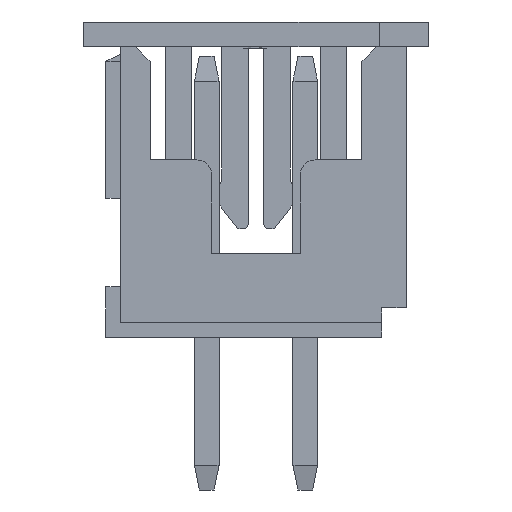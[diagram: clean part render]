
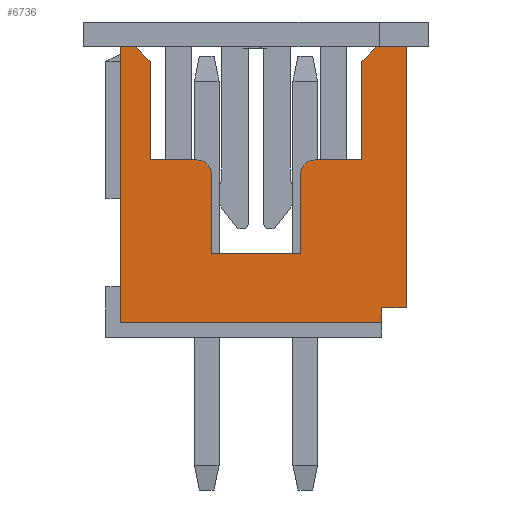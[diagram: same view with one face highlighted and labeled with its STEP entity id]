
A CAD part, left-side view. The second image highlights one B-rep face of the part: STEP entity #6736.
In plain terms, the highlighted planar face has unit normal (-1, 0, 0).
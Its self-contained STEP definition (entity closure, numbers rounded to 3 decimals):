
#5865=CARTESIAN_POINT('',(-11.,2.75,-1.4));
#5866=VERTEX_POINT('',#5865);
#5873=CARTESIAN_POINT('',(-11.,2.75,4.2));
#5874=VERTEX_POINT('',#5873);
#5875=CARTESIAN_POINT('',(-11.,2.75,-1.4));
#5876=DIRECTION('',(0.,0.,1.));
#5877=VECTOR('',#5876,5.6);
#5878=LINE('',#5875,#5877);
#5879=EDGE_CURVE('',#5866,#5874,#5878,.T.);
#6470=CARTESIAN_POINT('',(-11.,2.15,3.9));
#6471=VERTEX_POINT('',#6470);
#6472=CARTESIAN_POINT('',(-11.,2.15,1.9));
#6473=VERTEX_POINT('',#6472);
#6474=CARTESIAN_POINT('',(-11.,2.15,3.9));
#6475=DIRECTION('',(0.,0.,-1.));
#6476=VECTOR('',#6475,2.);
#6477=LINE('',#6474,#6476);
#6478=EDGE_CURVE('',#6471,#6473,#6477,.T.);
#6584=CARTESIAN_POINT('',(-11.,0.9,0.));
#6585=VERTEX_POINT('',#6584);
#6593=CARTESIAN_POINT('',(-11.,0.9,1.6));
#6594=VERTEX_POINT('',#6593);
#6601=CARTESIAN_POINT('',(-11.,0.9,1.6));
#6602=DIRECTION('',(0.,0.,-1.));
#6603=VECTOR('',#6602,1.6);
#6604=LINE('',#6601,#6603);
#6605=EDGE_CURVE('',#6594,#6585,#6604,.T.);
#6610=CARTESIAN_POINT('',(-11.,-0.15,1.4));
#6611=DIRECTION('',(0.,-1.,0.));
#6612=DIRECTION('',(-1.,0.,0.));
#6613=AXIS2_PLACEMENT_3D('',#6610,#6612,#6611);
#6614=PLANE('',#6613);
#6615=CARTESIAN_POINT('',(-11.,-2.15,1.9));
#6616=VERTEX_POINT('',#6615);
#6617=CARTESIAN_POINT('',(-11.,-1.2,1.9));
#6618=VERTEX_POINT('',#6617);
#6619=CARTESIAN_POINT('',(-11.,-2.15,1.9));
#6620=DIRECTION('',(0.,1.,0.));
#6621=VECTOR('',#6620,0.95);
#6622=LINE('',#6619,#6621);
#6623=EDGE_CURVE('',#6616,#6618,#6622,.T.);
#6624=ORIENTED_EDGE('',*,*,#6623,.T.);
#6625=CARTESIAN_POINT('',(-11.,-0.9,1.6));
#6626=VERTEX_POINT('',#6625);
#6627=CARTESIAN_POINT('',(-11.,-1.2,1.6));
#6628=DIRECTION('',(0.,0.,1.));
#6629=DIRECTION('',(-1.,0.,-0.));
#6630=AXIS2_PLACEMENT_3D('',#6627,#6629,#6628);
#6631=CIRCLE('',#6630,0.3);
#6632=EDGE_CURVE('',#6618,#6626,#6631,.T.);
#6633=ORIENTED_EDGE('',*,*,#6632,.T.);
#6634=CARTESIAN_POINT('',(-11.,-0.9,0.));
#6635=VERTEX_POINT('',#6634);
#6636=CARTESIAN_POINT('',(-11.,-0.9,1.6));
#6637=DIRECTION('',(0.,0.,-1.));
#6638=VECTOR('',#6637,1.6);
#6639=LINE('',#6636,#6638);
#6640=EDGE_CURVE('',#6626,#6635,#6639,.T.);
#6641=ORIENTED_EDGE('',*,*,#6640,.T.);
#6642=CARTESIAN_POINT('',(-11.,0.9,0.));
#6643=DIRECTION('',(0.,-1.,0.));
#6644=VECTOR('',#6643,1.8);
#6645=LINE('',#6642,#6644);
#6646=EDGE_CURVE('',#6585,#6635,#6645,.T.);
#6647=ORIENTED_EDGE('',*,*,#6646,.F.);
#6648=ORIENTED_EDGE('',*,*,#6605,.F.);
#6649=CARTESIAN_POINT('',(-11.,1.2,1.9));
#6650=VERTEX_POINT('',#6649);
#6651=CARTESIAN_POINT('',(-11.,1.2,1.6));
#6652=DIRECTION('',(0.,-1.,0.));
#6653=DIRECTION('',(-1.,0.,0.));
#6654=AXIS2_PLACEMENT_3D('',#6651,#6653,#6652);
#6655=CIRCLE('',#6654,0.3);
#6656=EDGE_CURVE('',#6594,#6650,#6655,.T.);
#6657=ORIENTED_EDGE('',*,*,#6656,.T.);
#6658=CARTESIAN_POINT('',(-11.,1.2,1.9));
#6659=DIRECTION('',(0.,1.,0.));
#6660=VECTOR('',#6659,0.95);
#6661=LINE('',#6658,#6660);
#6662=EDGE_CURVE('',#6650,#6473,#6661,.T.);
#6663=ORIENTED_EDGE('',*,*,#6662,.T.);
#6664=ORIENTED_EDGE('',*,*,#6478,.F.);
#6665=CARTESIAN_POINT('',(-11.,2.45,4.2));
#6666=VERTEX_POINT('',#6665);
#6667=CARTESIAN_POINT('',(-11.,2.15,3.9));
#6668=DIRECTION('',(0.,0.707,0.707));
#6669=VECTOR('',#6668,0.424);
#6670=LINE('',#6667,#6669);
#6671=EDGE_CURVE('',#6471,#6666,#6670,.T.);
#6672=ORIENTED_EDGE('',*,*,#6671,.T.);
#6673=CARTESIAN_POINT('',(-11.,2.45,4.2));
#6674=DIRECTION('',(0.,1.,0.));
#6675=VECTOR('',#6674,0.3);
#6676=LINE('',#6673,#6675);
#6677=EDGE_CURVE('',#6666,#5874,#6676,.T.);
#6678=ORIENTED_EDGE('',*,*,#6677,.T.);
#6679=ORIENTED_EDGE('',*,*,#5879,.F.);
#6680=CARTESIAN_POINT('',(-11.,-2.55,-1.4));
#6681=VERTEX_POINT('',#6680);
#6682=CARTESIAN_POINT('',(-11.,2.75,-1.4));
#6683=DIRECTION('',(0.,-1.,0.));
#6684=VECTOR('',#6683,5.3);
#6685=LINE('',#6682,#6684);
#6686=EDGE_CURVE('',#5866,#6681,#6685,.T.);
#6687=ORIENTED_EDGE('',*,*,#6686,.T.);
#6688=CARTESIAN_POINT('',(-11.,-2.55,-1.1));
#6689=VERTEX_POINT('',#6688);
#6690=CARTESIAN_POINT('',(-11.,-2.55,-1.4));
#6691=DIRECTION('',(0.,0.,1.));
#6692=VECTOR('',#6691,0.3);
#6693=LINE('',#6690,#6692);
#6694=EDGE_CURVE('',#6681,#6689,#6693,.T.);
#6695=ORIENTED_EDGE('',*,*,#6694,.T.);
#6696=CARTESIAN_POINT('',(-11.,-3.05,-1.1));
#6697=VERTEX_POINT('',#6696);
#6698=CARTESIAN_POINT('',(-11.,-2.55,-1.1));
#6699=DIRECTION('',(0.,-1.,0.));
#6700=VECTOR('',#6699,0.5);
#6701=LINE('',#6698,#6700);
#6702=EDGE_CURVE('',#6689,#6697,#6701,.T.);
#6703=ORIENTED_EDGE('',*,*,#6702,.T.);
#6704=CARTESIAN_POINT('',(-11.,-3.05,4.2));
#6705=VERTEX_POINT('',#6704);
#6706=CARTESIAN_POINT('',(-11.,-3.05,-1.1));
#6707=DIRECTION('',(0.,0.,1.));
#6708=VECTOR('',#6707,5.3);
#6709=LINE('',#6706,#6708);
#6710=EDGE_CURVE('',#6697,#6705,#6709,.T.);
#6711=ORIENTED_EDGE('',*,*,#6710,.T.);
#6712=CARTESIAN_POINT('',(-11.,-2.45,4.2));
#6713=VERTEX_POINT('',#6712);
#6714=CARTESIAN_POINT('',(-11.,-3.05,4.2));
#6715=DIRECTION('',(0.,1.,0.));
#6716=VECTOR('',#6715,0.6);
#6717=LINE('',#6714,#6716);
#6718=EDGE_CURVE('',#6705,#6713,#6717,.T.);
#6719=ORIENTED_EDGE('',*,*,#6718,.T.);
#6720=CARTESIAN_POINT('',(-11.,-2.15,3.9));
#6721=VERTEX_POINT('',#6720);
#6722=CARTESIAN_POINT('',(-11.,-2.45,4.2));
#6723=DIRECTION('',(0.,0.707,-0.707));
#6724=VECTOR('',#6723,0.424);
#6725=LINE('',#6722,#6724);
#6726=EDGE_CURVE('',#6713,#6721,#6725,.T.);
#6727=ORIENTED_EDGE('',*,*,#6726,.T.);
#6728=CARTESIAN_POINT('',(-11.,-2.15,3.9));
#6729=DIRECTION('',(0.,0.,-1.));
#6730=VECTOR('',#6729,2.);
#6731=LINE('',#6728,#6730);
#6732=EDGE_CURVE('',#6721,#6616,#6731,.T.);
#6733=ORIENTED_EDGE('',*,*,#6732,.T.);
#6734=EDGE_LOOP('',(#6624,#6633,#6641,#6647,#6648,#6657,#6663,#6664,#6672,#6678,#6679,#6687,#6695,#6703,#6711,#6719,#6727,#6733));
#6735=FACE_OUTER_BOUND('',#6734,.T.);
#6736=ADVANCED_FACE('',(#6735),#6614,.T.);
